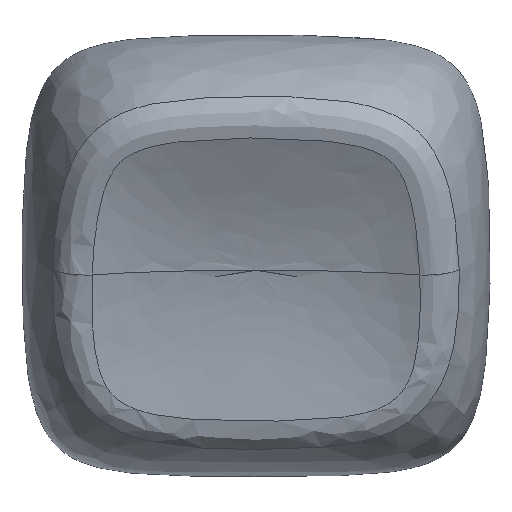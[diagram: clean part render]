
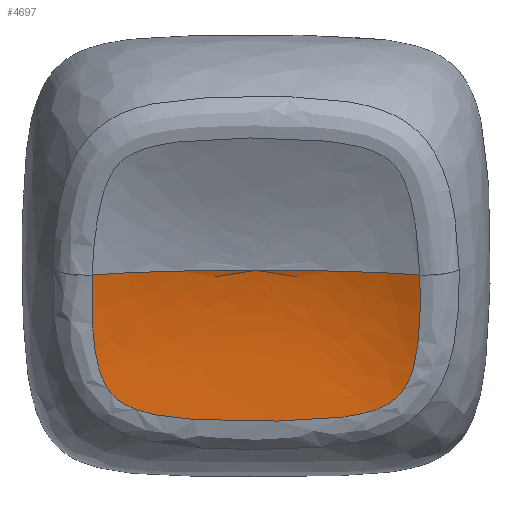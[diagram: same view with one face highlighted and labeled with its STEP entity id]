
A CAD part, top view. The second image highlights one B-rep face of the part: STEP entity #4697.
In plain terms, the highlighted free-form (B-spline) face has degree [3, 3] with [10, 5] control points.
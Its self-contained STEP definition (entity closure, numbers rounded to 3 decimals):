
#15=(
BOUNDED_CURVE()
B_SPLINE_CURVE(5,(#18473,#18474,#18475,#18476,#18477,#18478,#18479,#18480,
#18481),.UNSPECIFIED.,.F.,.F.)
B_SPLINE_CURVE_WITH_KNOTS((6,1,1,1,6),(0.221,0.4,0.6,0.8,1.),
 .UNSPECIFIED.)
CURVE()
GEOMETRIC_REPRESENTATION_ITEM()
RATIONAL_B_SPLINE_CURVE((1.,1.,1.,1.,1.,1.,1.,1.,1.))
REPRESENTATION_ITEM('')
);
#16=(
BOUNDED_CURVE()
B_SPLINE_CURVE(5,(#18482,#18483,#18484,#18485,#18486,#18487,#18488,#18489,
#18490),.UNSPECIFIED.,.F.,.F.)
B_SPLINE_CURVE_WITH_KNOTS((6,1,1,1,6),(0.221,0.4,0.6,0.8,1.),
 .UNSPECIFIED.)
CURVE()
GEOMETRIC_REPRESENTATION_ITEM()
RATIONAL_B_SPLINE_CURVE((1.,1.,1.,1.,1.,1.,1.,1.,1.))
REPRESENTATION_ITEM('')
);
#596=FACE_OUTER_BOUND('',#877,.T.);
#877=EDGE_LOOP('',(#4206,#4207,#4208));
#1508=B_SPLINE_CURVE_WITH_KNOTS('',3,(#17964,#17965,#17966,#17967,#17968,
#17969,#17970,#17971,#17972,#17973,#17974,#17975,#17976,#17977,#17978,#17979,
#17980,#17981,#17982,#17983,#17984,#17985,#17986),.UNSPECIFIED.,.F.,.F.,
(4,2,1,1,1,1,1,1,1,2,1,1,1,1,1,1,2,4),(-2.157,-2.152,
-2.018,-1.883,-1.749,-1.682,
-1.615,-1.481,-1.347,-1.078,
-0.81,-0.676,-0.542,-0.475,
-0.408,-0.273,-0.005,0.),
 .UNSPECIFIED.);
#1980=VERTEX_POINT('',#17922);
#1986=VERTEX_POINT('',#17962);
#1989=VERTEX_POINT('',#18472);
#2724=EDGE_CURVE('',#1986,#1980,#1508,.T.);
#2730=EDGE_CURVE('',#1986,#1989,#15,.T.);
#2731=EDGE_CURVE('',#1980,#1989,#16,.T.);
#4206=ORIENTED_EDGE('',*,*,#2724,.F.);
#4207=ORIENTED_EDGE('',*,*,#2730,.T.);
#4208=ORIENTED_EDGE('',*,*,#2731,.F.);
#4421=B_SPLINE_SURFACE_WITH_KNOTS('',3,3,((#18422,#18423,#18424,#18425,
#18426),(#18427,#18428,#18429,#18430,#18431),(#18432,#18433,#18434,#18435,
#18436),(#18437,#18438,#18439,#18440,#18441),(#18442,#18443,#18444,#18445,
#18446),(#18447,#18448,#18449,#18450,#18451),(#18452,#18453,#18454,#18455,
#18456),(#18457,#18458,#18459,#18460,#18461),(#18462,#18463,#18464,#18465,
#18466),(#18467,#18468,#18469,#18470,#18471)),.UNSPECIFIED.,.F.,.F.,.F.,
(4,1,1,1,1,1,1,4),(4,1,4),(0.,0.143,0.286,0.429,
0.571,0.714,0.857,1.),(0.095,
0.483,1.),.UNSPECIFIED.);
#4697=ADVANCED_FACE('',(#596),#4421,.F.);
#17922=CARTESIAN_POINT('',(-6.123,-0.726,7.008));
#17962=CARTESIAN_POINT('',(6.123,-0.726,7.008));
#17964=CARTESIAN_POINT('Ctrl Pts',(6.123,-0.726,
7.008));
#17965=CARTESIAN_POINT('Ctrl Pts',(6.123,-0.742,7.004));
#17966=CARTESIAN_POINT('Ctrl Pts',(6.124,-0.758,
7.));
#17967=CARTESIAN_POINT('Ctrl Pts',(6.14,-1.196,6.888));
#17968=CARTESIAN_POINT('Ctrl Pts',(6.149,-2.048,6.677));
#17969=CARTESIAN_POINT('Ctrl Pts',(6.076,-3.301,6.386));
#17970=CARTESIAN_POINT('Ctrl Pts',(5.891,-4.315,6.174));
#17971=CARTESIAN_POINT('Ctrl Pts',(5.532,-5.037,6.024));
#17972=CARTESIAN_POINT('Ctrl Pts',(4.958,-5.61,5.892));
#17973=CARTESIAN_POINT('Ctrl Pts',(3.958,-5.953,5.795));
#17974=CARTESIAN_POINT('Ctrl Pts',(2.226,-6.163,5.733));
#17975=CARTESIAN_POINT('Ctrl Pts',(0.89,-6.187,
5.726));
#17976=CARTESIAN_POINT('Ctrl Pts',(-0.891,-6.187,
5.726));
#17977=CARTESIAN_POINT('Ctrl Pts',(-2.226,-6.162,
5.733));
#17978=CARTESIAN_POINT('Ctrl Pts',(-3.96,-5.953,
5.795));
#17979=CARTESIAN_POINT('Ctrl Pts',(-4.961,-5.608,
5.893));
#17980=CARTESIAN_POINT('Ctrl Pts',(-5.533,-5.036,
6.025));
#17981=CARTESIAN_POINT('Ctrl Pts',(-5.892,-4.313,
6.175));
#17982=CARTESIAN_POINT('Ctrl Pts',(-6.146,-2.895,
6.47));
#17983=CARTESIAN_POINT('Ctrl Pts',(-6.156,-1.618,
6.781));
#17984=CARTESIAN_POINT('Ctrl Pts',(-6.124,-0.758,
7.));
#17985=CARTESIAN_POINT('Ctrl Pts',(-6.123,-0.742,
7.004));
#17986=CARTESIAN_POINT('Ctrl Pts',(-6.123,-0.726,
7.008));
#18422=CARTESIAN_POINT('Ctrl Pts',(6.649,-0.773,7.185));
#18423=CARTESIAN_POINT('Ctrl Pts',(6.146,-0.723,
6.999));
#18424=CARTESIAN_POINT('Ctrl Pts',(4.774,-0.615,
6.594));
#18425=CARTESIAN_POINT('Ctrl Pts',(2.294,-0.552,6.359));
#18426=CARTESIAN_POINT('Ctrl Pts',(0.,-0.552,
6.359));
#18427=CARTESIAN_POINT('Ctrl Pts',(6.649,-1.916,6.879));
#18428=CARTESIAN_POINT('Ctrl Pts',(6.146,-1.702,6.736));
#18429=CARTESIAN_POINT('Ctrl Pts',(4.774,-1.213,6.433));
#18430=CARTESIAN_POINT('Ctrl Pts',(2.294,-0.769,
6.3));
#18431=CARTESIAN_POINT('Ctrl Pts',(0.,-0.552,
6.359));
#18432=CARTESIAN_POINT('Ctrl Pts',(6.43,-4.167,6.276));
#18433=CARTESIAN_POINT('Ctrl Pts',(5.946,-3.655,6.213));
#18434=CARTESIAN_POINT('Ctrl Pts',(4.539,-2.38,6.121));
#18435=CARTESIAN_POINT('Ctrl Pts',(2.106,-1.143,6.2));
#18436=CARTESIAN_POINT('Ctrl Pts',(0.,-0.552,
6.359));
#18437=CARTESIAN_POINT('Ctrl Pts',(5.041,-5.849,5.825));
#18438=CARTESIAN_POINT('Ctrl Pts',(4.666,-5.074,5.833));
#18439=CARTESIAN_POINT('Ctrl Pts',(3.402,-3.273,5.881));
#18440=CARTESIAN_POINT('Ctrl Pts',(1.424,-1.516,6.1));
#18441=CARTESIAN_POINT('Ctrl Pts',(0.,-0.552,
6.359));
#18442=CARTESIAN_POINT('Ctrl Pts',(2.036,-6.245,5.719));
#18443=CARTESIAN_POINT('Ctrl Pts',(1.886,-5.371,5.753));
#18444=CARTESIAN_POINT('Ctrl Pts',(1.323,-3.506,5.819));
#18445=CARTESIAN_POINT('Ctrl Pts',(0.501,-1.703,
6.05));
#18446=CARTESIAN_POINT('Ctrl Pts',(0.,-0.552,
6.359));
#18447=CARTESIAN_POINT('Ctrl Pts',(-2.041,-6.244,
5.719));
#18448=CARTESIAN_POINT('Ctrl Pts',(-1.891,-5.37,
5.753));
#18449=CARTESIAN_POINT('Ctrl Pts',(-1.326,-3.505,5.819));
#18450=CARTESIAN_POINT('Ctrl Pts',(-0.501,-1.703,
6.05));
#18451=CARTESIAN_POINT('Ctrl Pts',(0.,-0.552,
6.359));
#18452=CARTESIAN_POINT('Ctrl Pts',(-5.036,-5.848,
5.825));
#18453=CARTESIAN_POINT('Ctrl Pts',(-4.662,-5.073,
5.833));
#18454=CARTESIAN_POINT('Ctrl Pts',(-3.4,-3.272,
5.882));
#18455=CARTESIAN_POINT('Ctrl Pts',(-1.424,-1.516,
6.1));
#18456=CARTESIAN_POINT('Ctrl Pts',(0.,-0.552,
6.359));
#18457=CARTESIAN_POINT('Ctrl Pts',(-6.43,-4.167,
6.275));
#18458=CARTESIAN_POINT('Ctrl Pts',(-5.945,-3.655,
6.213));
#18459=CARTESIAN_POINT('Ctrl Pts',(-4.539,-2.38,
6.121));
#18460=CARTESIAN_POINT('Ctrl Pts',(-2.106,-1.143,6.2));
#18461=CARTESIAN_POINT('Ctrl Pts',(0.,-0.552,
6.359));
#18462=CARTESIAN_POINT('Ctrl Pts',(-6.649,-1.916,
6.879));
#18463=CARTESIAN_POINT('Ctrl Pts',(-6.146,-1.702,
6.736));
#18464=CARTESIAN_POINT('Ctrl Pts',(-4.774,-1.213,
6.433));
#18465=CARTESIAN_POINT('Ctrl Pts',(-2.294,-0.769,
6.3));
#18466=CARTESIAN_POINT('Ctrl Pts',(0.,-0.552,
6.359));
#18467=CARTESIAN_POINT('Ctrl Pts',(-6.649,-0.773,
7.185));
#18468=CARTESIAN_POINT('Ctrl Pts',(-6.146,-0.723,
6.999));
#18469=CARTESIAN_POINT('Ctrl Pts',(-4.774,-0.615,
6.594));
#18470=CARTESIAN_POINT('Ctrl Pts',(-2.294,-0.552,
6.359));
#18471=CARTESIAN_POINT('Ctrl Pts',(0.,-0.552,
6.359));
#18472=CARTESIAN_POINT('',(0.,-0.552,6.359));
#18473=CARTESIAN_POINT('Ctrl Pts',(6.123,-0.726,
7.008));
#18474=CARTESIAN_POINT('Ctrl Pts',(5.963,-0.713,6.959));
#18475=CARTESIAN_POINT('Ctrl Pts',(5.61,-0.686,
6.859));
#18476=CARTESIAN_POINT('Ctrl Pts',(5.013,-0.647,
6.715));
#18477=CARTESIAN_POINT('Ctrl Pts',(4.06,-0.601,
6.543));
#18478=CARTESIAN_POINT('Ctrl Pts',(2.788,-0.568,
6.421));
#18479=CARTESIAN_POINT('Ctrl Pts',(1.523,-0.555,
6.37));
#18480=CARTESIAN_POINT('Ctrl Pts',(0.532,-0.552,
6.359));
#18481=CARTESIAN_POINT('Ctrl Pts',(0.,-0.552,
6.359));
#18482=CARTESIAN_POINT('Ctrl Pts',(-6.123,-0.726,
7.008));
#18483=CARTESIAN_POINT('Ctrl Pts',(-5.964,-0.713,
6.959));
#18484=CARTESIAN_POINT('Ctrl Pts',(-5.61,-0.686,
6.859));
#18485=CARTESIAN_POINT('Ctrl Pts',(-5.013,-0.647,
6.715));
#18486=CARTESIAN_POINT('Ctrl Pts',(-4.06,-0.601,
6.543));
#18487=CARTESIAN_POINT('Ctrl Pts',(-2.788,-0.568,
6.421));
#18488=CARTESIAN_POINT('Ctrl Pts',(-1.523,-0.555,
6.37));
#18489=CARTESIAN_POINT('Ctrl Pts',(-0.532,-0.552,
6.359));
#18490=CARTESIAN_POINT('Ctrl Pts',(0.,-0.552,
6.359));
